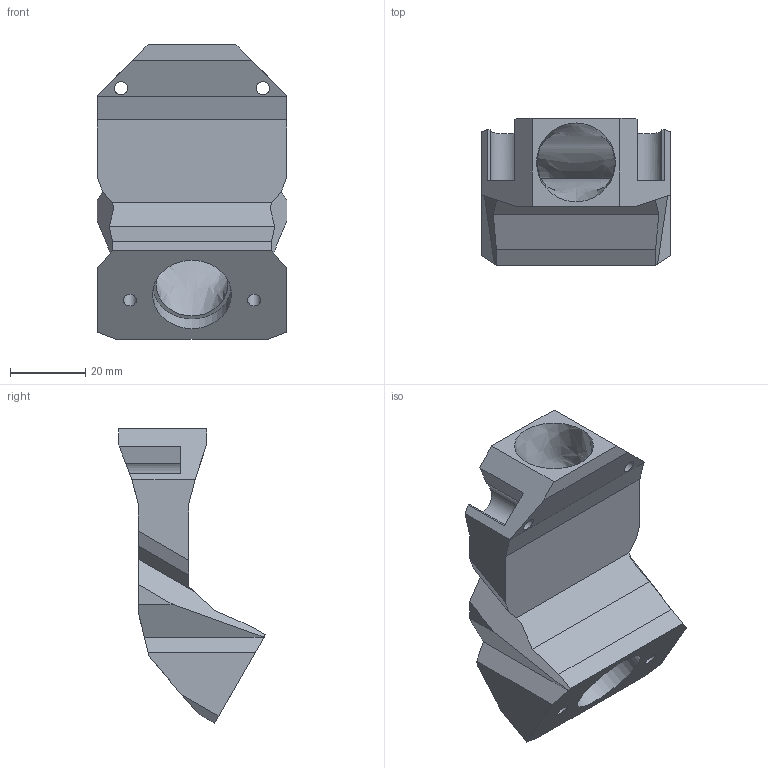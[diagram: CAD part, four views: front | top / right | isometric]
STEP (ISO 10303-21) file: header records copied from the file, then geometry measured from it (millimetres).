
FILE_DESCRIPTION(/* description */ ('STEP AP242 Edition 2','CAx-IF Rec.Pracs.---Representation and Presentation of Product Manufacturing Information (PMI)---4.0---2014-10-13','CAx-IF Rec.Pracs.---3D Tessellated Geometry---0.4---2014-09-14','2;1','CAx-IF Rec.Pracs.---User Defined Attributes---1.5---2016-08-15'),/* implementation_level */ '2;1');
FILE_NAME(/* name */ '6983f01ad4304cd9f9932689',/* time_stamp */ '2026-02-05T01:19:22Z',/* author */ (''),/* organization */ (''),/* preprocessor_version */ 'ST-DEVELOPER v20',/* originating_system */ 'ONSHAPE BY PTC INC, 1.210',/* authorisation */ ' ');
FILE_SCHEMA (('AP242_MANAGED_MODEL_BASED_3D_ENGINEERING_MIM_LF { 1 0 10303 442 3 1 4 }'));
Length unit declared in the file: metre
Products named in the file (1): duct
Bounding box: 50.55 x 39.06 x 78.37 mm (x, y, z)
Volume: 38077.6 mm3; surface area: 18202.8 mm2
Topology: 1 solids, 1 shells, 57 faces, 162 edges, 108 vertices
Faces by surface type: plane 47, cylinder 9, bspline 1
Full cylindrical faces by diameter (mm): 3.5 x4, 7.5 x2, 21 x1
Entity records: 5036 total; most frequent: CARTESIAN_POINT 3543, ORIENTED_EDGE 300, DIRECTION 290, EDGE_CURVE 150, LINE 124, VECTOR 124, VERTEX_POINT 104, AXIS2_PLACEMENT_3D 83
